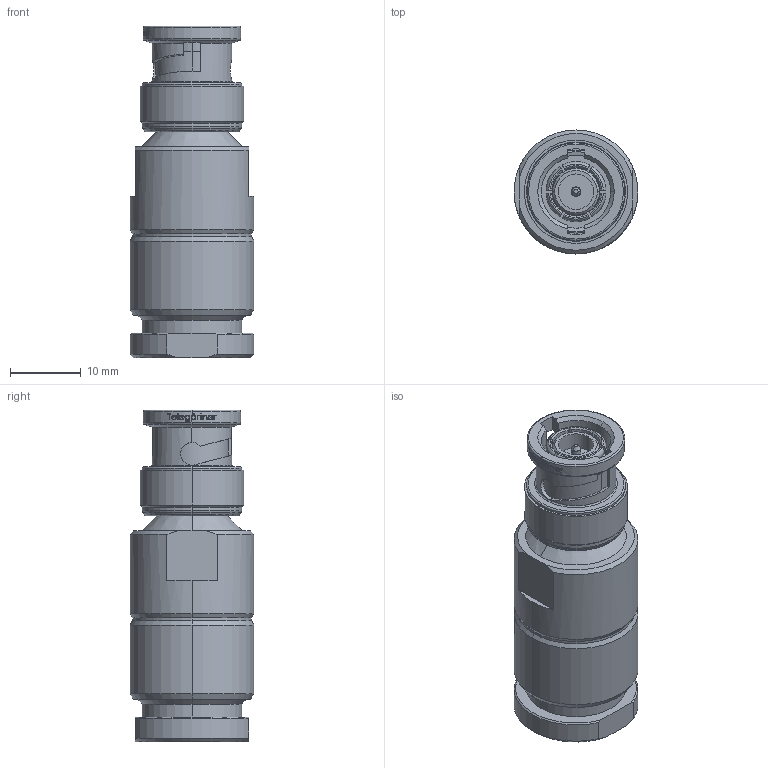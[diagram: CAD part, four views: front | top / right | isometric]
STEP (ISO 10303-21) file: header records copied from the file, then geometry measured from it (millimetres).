
FILE_DESCRIPTION (( 'STEP AP214' ), '1' );
FILE_NAME ('J01000A1940.STEP', '2018-11-14T10:51:09', ( '' ), ( '' ), 'SwSTEP 2.0', 'SolidWorks 2017', '' );
FILE_SCHEMA (( 'AUTOMOTIVE_DESIGN' ));
Length unit declared in the file: millimetre
Products named in the file (1): J01000A1940
Bounding box: 17.5 x 17.5 x 46.85 mm (x, y, z)
Volume: 8609.4 mm3; surface area: 3511 mm2
Topology: 1 solids, 1 shells, 323 faces, 824 edges, 533 vertices
Faces by surface type: plane 108, bspline 78, cylinder 73, cone 44, torus 20
Entity records: 16205 total; most frequent: CARTESIAN_POINT 5413, ORIENTED_EDGE 1648, DIRECTION 1295, EDGE_CURVE 824, VERTEX_POINT 533, AXIS2_PLACEMENT_3D 468, VECTOR 359, LINE 359
